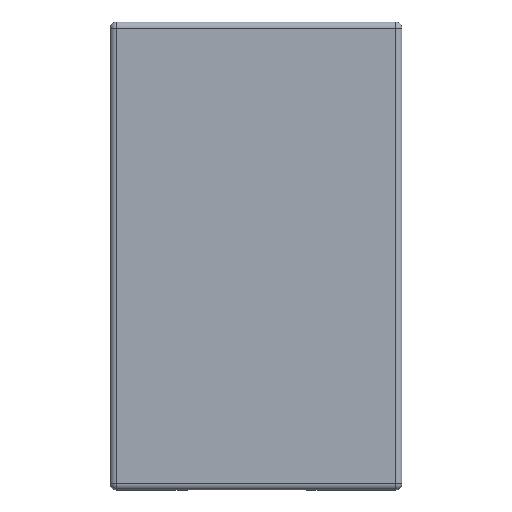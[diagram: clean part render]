
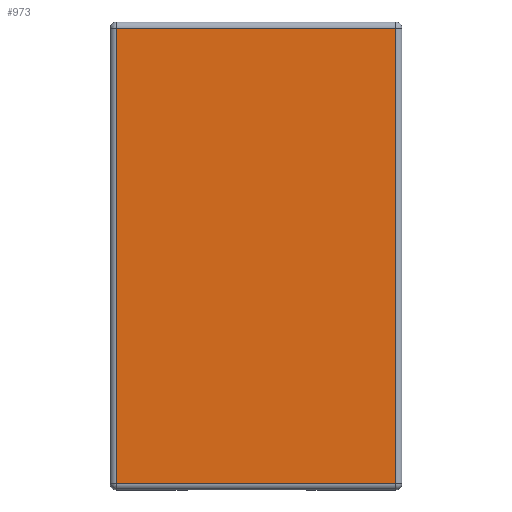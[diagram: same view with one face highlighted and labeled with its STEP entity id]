
A CAD part, top view. The second image highlights one B-rep face of the part: STEP entity #973.
In plain terms, the highlighted planar face has unit normal (0, 0, 1).
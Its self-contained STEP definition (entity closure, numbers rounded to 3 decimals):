
#51=PLANE('',#1071);
#101=FACE_OUTER_BOUND('',#163,.T.);
#163=EDGE_LOOP('',(#755,#756,#757,#758));
#251=LINE('',#1544,#353);
#255=LINE('',#1560,#357);
#257=LINE('',#1563,#359);
#259=LINE('',#1566,#361);
#353=VECTOR('',#1241,10.);
#357=VECTOR('',#1259,10.);
#359=VECTOR('',#1263,10.);
#361=VECTOR('',#1267,10.);
#446=VERTEX_POINT('',#1506);
#451=VERTEX_POINT('',#1519);
#456=VERTEX_POINT('',#1532);
#461=VERTEX_POINT('',#1548);
#559=EDGE_CURVE('',#446,#456,#251,.T.);
#567=EDGE_CURVE('',#456,#461,#255,.T.);
#569=EDGE_CURVE('',#461,#451,#257,.T.);
#571=EDGE_CURVE('',#451,#446,#259,.T.);
#755=ORIENTED_EDGE('',*,*,#559,.F.);
#756=ORIENTED_EDGE('',*,*,#571,.F.);
#757=ORIENTED_EDGE('',*,*,#569,.F.);
#758=ORIENTED_EDGE('',*,*,#567,.F.);
#973=ADVANCED_FACE('',(#101),#51,.T.);
#1071=AXIS2_PLACEMENT_3D('',#1572,#1275,#1276);
#1241=DIRECTION('',(1.,0.,0.));
#1259=DIRECTION('',(0.,-1.,0.));
#1263=DIRECTION('',(-1.,0.,0.));
#1267=DIRECTION('',(0.,1.,0.));
#1275=DIRECTION('center_axis',(0.,0.,1.));
#1276=DIRECTION('ref_axis',(1.,0.,0.));
#1506=CARTESIAN_POINT('',(-11.2,18.25,3.5));
#1519=CARTESIAN_POINT('',(-11.2,-18.25,3.5));
#1532=CARTESIAN_POINT('',(11.2,18.25,3.5));
#1544=CARTESIAN_POINT('',(5.85,18.25,3.5));
#1548=CARTESIAN_POINT('',(11.2,-18.25,3.5));
#1560=CARTESIAN_POINT('',(11.2,-9.375,3.5));
#1563=CARTESIAN_POINT('',(-5.85,-18.25,3.5));
#1566=CARTESIAN_POINT('',(-11.2,9.375,3.5));
#1572=CARTESIAN_POINT('Origin',(0.,0.,
3.5));
